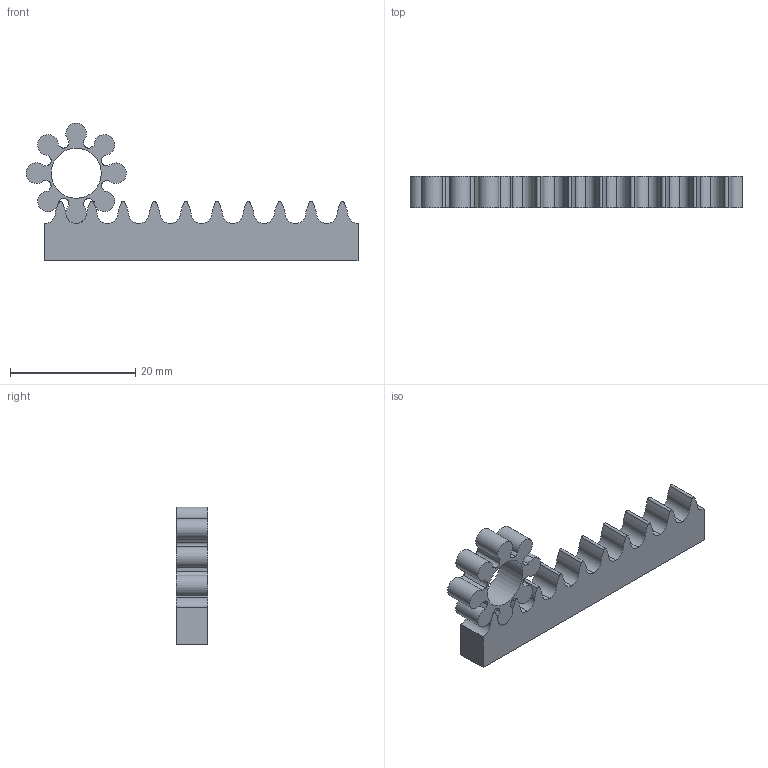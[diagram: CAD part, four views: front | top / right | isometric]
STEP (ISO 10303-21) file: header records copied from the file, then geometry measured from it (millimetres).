
FILE_DESCRIPTION(('FreeCAD Model'),'2;1');
FILE_NAME('cnc-friendly-rack-and-pinion.step','2020-05-07T19:17:26',('Author'),(''), 'Open CASCADE STEP processor 7.3','FreeCAD','Unknown');
FILE_SCHEMA(('AUTOMOTIVE_DESIGN { 1 0 10303 214 1 1 1 1 }'));
Length unit declared in the file: millimetre
Products named in the file (2): Array; Cut003
Bounding box: 53.02 x 5 x 22.03 mm (x, y, z)
Volume: 2253.7 mm3; surface area: 2228.3 mm2
Topology: 2 solids, 2 shells, 91 faces, 275 edges, 188 vertices
Faces by surface type: bspline 54, offset 20, cylinder 10, plane 7
Full cylindrical faces by diameter (mm): 8 x1
Entity records: 35809 total; most frequent: CARTESIAN_POINT 31621, ORIENTED_EDGE 550, PCURVE 550, DEFINITIONAL_REPRESENTATION 550, B_SPLINE_CURVE_WITH_KNOTS 506, EDGE_CURVE 275, SURFACE_CURVE 274, DIRECTION 256
